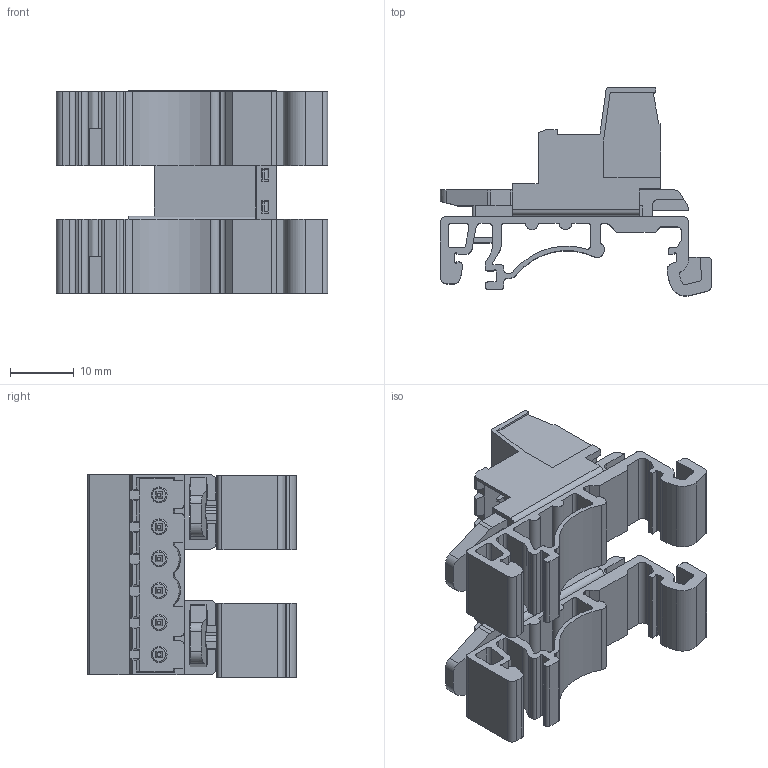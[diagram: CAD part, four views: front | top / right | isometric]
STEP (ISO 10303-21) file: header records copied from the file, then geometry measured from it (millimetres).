
FILE_DESCRIPTION((''),'2;1');
FILE_NAME('WJ2EDGURK-500-06P-00A','2017-03-16T',('QZY'),(''),'CREO PARAMETRIC BY PTC INC, 2014440','CREO PARAMETRIC BY PTC INC, 2014440','');
FILE_SCHEMA(('CONFIG_CONTROL_DESIGN'));
Products named in the file (1): WJ2EDGURK-500-06P-00A
Bounding box: 42.5 x 32.6 x 31.8 mm (x, y, z)
Volume: 9772.2 mm3; surface area: 17486.3 mm2
Topology: 1 solids, 1 shells, 1865 faces, 5042 edges, 3263 vertices
Faces by surface type: plane 1261, cylinder 326, bspline 192, cone 50, torus 36
Entity records: 96593 total; most frequent: CARTESIAN_POINT 37413, ORIENTED_EDGE 10084, DIRECTION 8561, EDGE_CURVE 5042, VECTOR 3833, LINE 3833, VERTEX_POINT 3263, AXIS2_PLACEMENT_3D 2364
